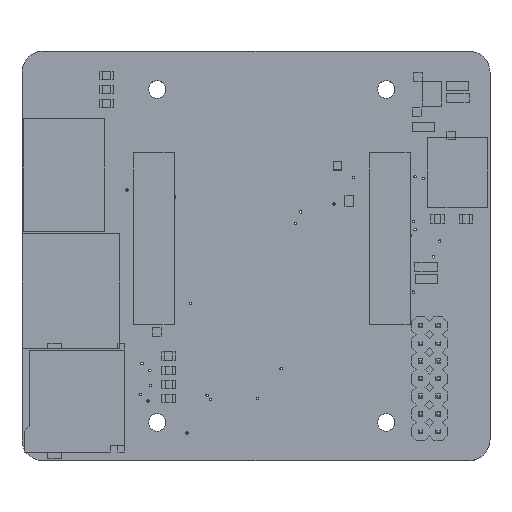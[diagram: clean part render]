
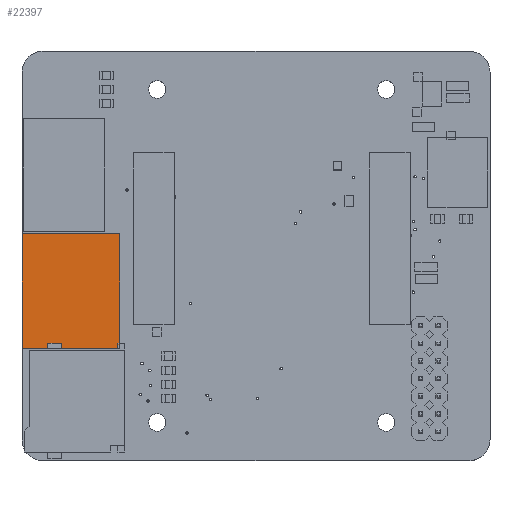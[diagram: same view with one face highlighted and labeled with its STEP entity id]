
A CAD part, top view. The second image highlights one B-rep face of the part: STEP entity #22397.
In plain terms, the highlighted planar face has unit normal (0, 0, 1).
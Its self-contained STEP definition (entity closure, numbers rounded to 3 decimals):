
#1129=PLANE('',#23864);
#2267=FACE_OUTER_BOUND('',#3541,.T.);
#3541=EDGE_LOOP('',(#19507,#19508,#19509,#19510));
#6121=LINE('',#34216,#9099);
#6122=LINE('',#34218,#9100);
#6123=LINE('',#34220,#9101);
#6124=LINE('',#34221,#9102);
#9099=VECTOR('',#27999,10.);
#9100=VECTOR('',#28000,10.);
#9101=VECTOR('',#28001,10.);
#9102=VECTOR('',#28002,10.);
#11535=VERTEX_POINT('',#34214);
#11536=VERTEX_POINT('',#34215);
#11537=VERTEX_POINT('',#34217);
#11538=VERTEX_POINT('',#34219);
#14285=EDGE_CURVE('',#11535,#11536,#6121,.T.);
#14286=EDGE_CURVE('',#11536,#11537,#6122,.T.);
#14287=EDGE_CURVE('',#11537,#11538,#6123,.T.);
#14288=EDGE_CURVE('',#11538,#11535,#6124,.T.);
#19507=ORIENTED_EDGE('',*,*,#14285,.T.);
#19508=ORIENTED_EDGE('',*,*,#14286,.T.);
#19509=ORIENTED_EDGE('',*,*,#14287,.T.);
#19510=ORIENTED_EDGE('',*,*,#14288,.T.);
#22397=ADVANCED_FACE('',(#2267),#1129,.T.);
#23864=AXIS2_PLACEMENT_3D('',#34213,#27997,#27998);
#27997=DIRECTION('center_axis',(0.,0.,1.));
#27998=DIRECTION('ref_axis',(1.,0.,0.));
#27999=DIRECTION('',(0.,1.,0.));
#28000=DIRECTION('',(-1.,0.,0.));
#28001=DIRECTION('',(0.,-1.,0.));
#28002=DIRECTION('',(1.,0.,0.));
#34213=CARTESIAN_POINT('Origin',(0.,-0.67,0.1));
#34214=CARTESIAN_POINT('',(8.285,-7.722,0.1));
#34215=CARTESIAN_POINT('',(8.285,6.382,0.1));
#34216=CARTESIAN_POINT('',(8.285,-0.67,0.1));
#34217=CARTESIAN_POINT('',(-8.285,6.382,0.1));
#34218=CARTESIAN_POINT('',(0.,6.382,0.1));
#34219=CARTESIAN_POINT('',(-8.285,-7.722,0.1));
#34220=CARTESIAN_POINT('',(-8.285,-0.67,0.1));
#34221=CARTESIAN_POINT('',(0.,-7.722,0.1));
